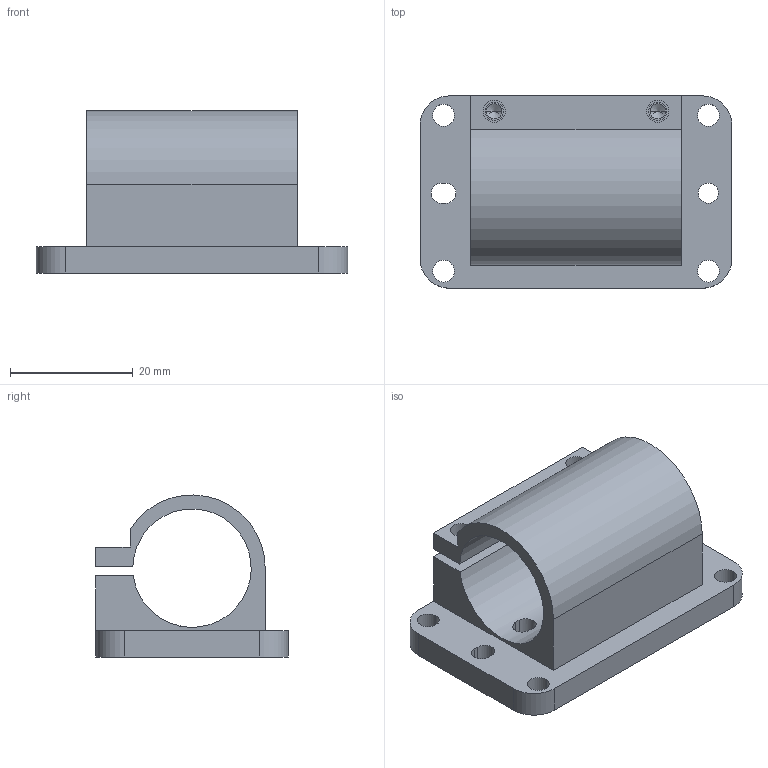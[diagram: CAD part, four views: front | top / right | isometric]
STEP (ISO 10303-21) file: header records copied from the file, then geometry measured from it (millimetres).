
FILE_DESCRIPTION((''),'2;1');
FILE_NAME('215109_ASM','2019-12-12T10:58:24',('pdmadmin'),('BANNER ENGINEERING'),'CREO PARAMETRIC BY PTC INC, 2018300','CREO PARAMETRIC BY PTC INC, 2018300','');
FILE_SCHEMA(('CONFIG_CONTROL_DESIGN'));
Length unit declared in the file: inch
Products named in the file (2): 57516; 215109_ASM
Assembly tree (1 placements, depth 2):
  215109_ASM
    57516
Bounding box: 50.8 x 31.37 x 26.41 mm (x, y, z)
Volume: 13467.7 mm3; surface area: 8950.5 mm2
Topology: 1 solids, 7 shells, 98 faces, 258 edges, 162 vertices
Faces by surface type: cylinder 50, plane 28, cone 20
Entity records: 3135 total; most frequent: CARTESIAN_POINT 572, DIRECTION 564, ORIENTED_EDGE 468, EDGE_CURVE 246, AXIS2_PLACEMENT_3D 219, VERTEX_POINT 162, EDGE_LOOP 130, VECTOR 126
